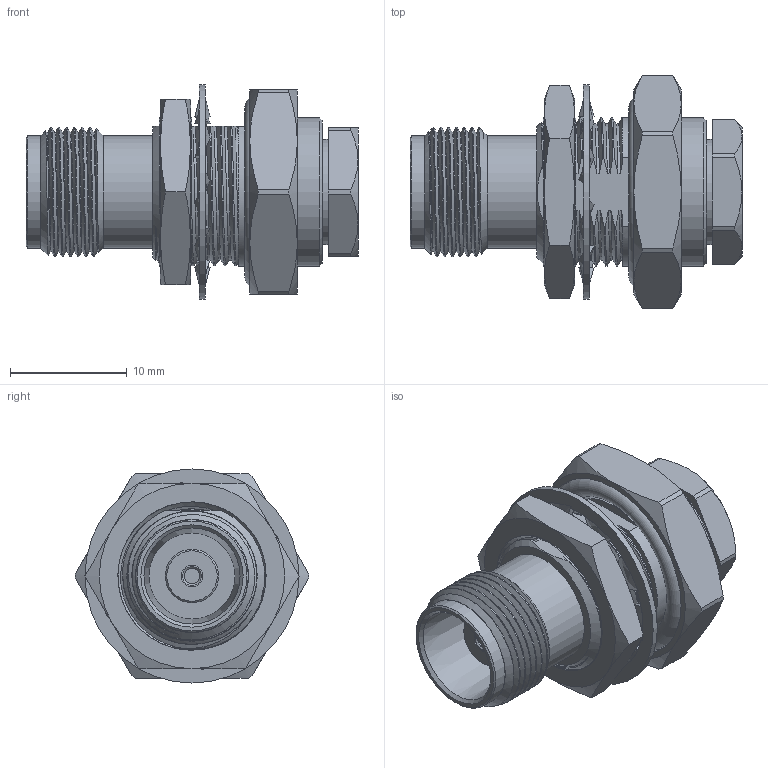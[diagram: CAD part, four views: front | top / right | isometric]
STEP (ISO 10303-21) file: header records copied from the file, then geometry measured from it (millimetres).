
FILE_DESCRIPTION (( 'STEP AP203' ), '1' );
FILE_NAME ('PE4150_3D.step', '2021-04-20T16:03:53', ( '' ), ( '' ), 'SwSTEP 2.0', 'SolidWorks 2020', '' );
FILE_SCHEMA (( 'CONFIG_CONTROL_DESIGN' ));
Length unit declared in the file: inch
Products named in the file (1): PE4150_3D
Bounding box: 28.45 x 19.98 x 18.34 mm (x, y, z)
Volume: 3355.3 mm3; surface area: 3447.1 mm2
Topology: 4 solids, 4 shells, 241 faces, 659 edges, 436 vertices
Faces by surface type: bspline 75, plane 73, cylinder 47, cone 45, torus 1
Full cylindrical faces by diameter (mm): 1.346 x1, 1.854 x1, 4.242 x1, 4.572 x1, 8.999 x1, 9.652 x2, 12.7 x1, 12.705 x1, 16.473 x1, 18.339 x1
Entity records: 19635 total; most frequent: CARTESIAN_POINT 14448, ORIENTED_EDGE 1254, DIRECTION 779, EDGE_CURVE 627, VERTEX_POINT 425, AXIS2_PLACEMENT_3D 322, EDGE_LOOP 276, B_SPLINE_CURVE_WITH_KNOTS 267
